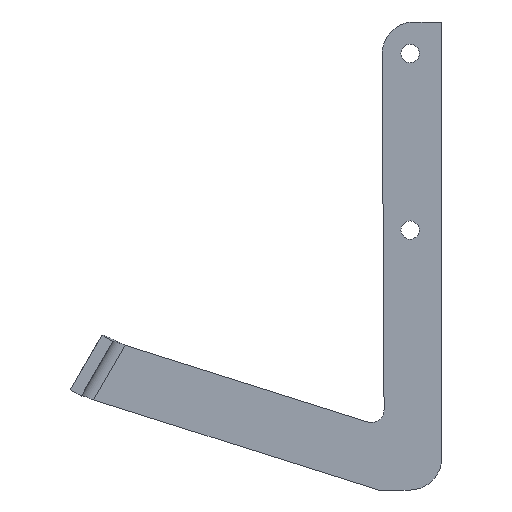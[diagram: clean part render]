
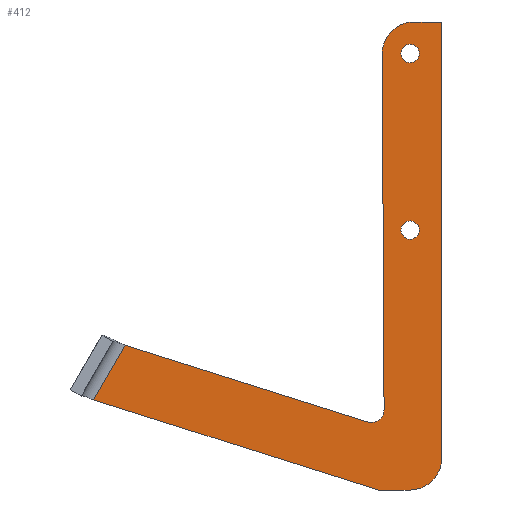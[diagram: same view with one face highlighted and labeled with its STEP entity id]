
A CAD part, front view. The second image highlights one B-rep face of the part: STEP entity #412.
In plain terms, the highlighted planar face has unit normal (0, -1, 0).
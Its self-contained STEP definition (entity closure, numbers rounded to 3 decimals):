
#40=FACE_BOUND('',#87,.T.);
#41=FACE_BOUND('',#88,.T.);
#48=PLANE('',#462);
#63=FACE_OUTER_BOUND('',#86,.T.);
#86=EDGE_LOOP('',(#306,#307,#308,#309,#310,#311,#312,#313,#314,#315));
#87=EDGE_LOOP('',(#316));
#88=EDGE_LOOP('',(#317));
#113=LINE('',#606,#152);
#118=LINE('',#621,#157);
#121=LINE('',#627,#160);
#122=LINE('',#629,#161);
#123=LINE('',#632,#162);
#124=LINE('',#634,#163);
#125=LINE('',#635,#164);
#152=VECTOR('',#499,10.);
#157=VECTOR('',#512,10.);
#160=VECTOR('',#517,10.);
#161=VECTOR('',#518,10.);
#162=VECTOR('',#521,10.);
#163=VECTOR('',#522,10.);
#164=VECTOR('',#523,10.);
#189=CIRCLE('',#455,2.);
#192=CIRCLE('',#460,5.);
#193=CIRCLE('',#463,5.);
#194=CIRCLE('',#464,1.45);
#195=CIRCLE('',#465,1.45);
#201=VERTEX_POINT('',#596);
#202=VERTEX_POINT('',#597);
#205=VERTEX_POINT('',#605);
#209=VERTEX_POINT('',#614);
#210=VERTEX_POINT('',#616);
#211=VERTEX_POINT('',#620);
#213=VERTEX_POINT('',#626);
#214=VERTEX_POINT('',#628);
#215=VERTEX_POINT('',#631);
#216=VERTEX_POINT('',#633);
#217=VERTEX_POINT('',#636);
#218=VERTEX_POINT('',#638);
#235=EDGE_CURVE('',#201,#202,#189,.T.);
#239=EDGE_CURVE('',#202,#205,#113,.T.);
#244=EDGE_CURVE('',#209,#210,#192,.T.);
#246=EDGE_CURVE('',#210,#211,#118,.T.);
#249=EDGE_CURVE('',#213,#209,#121,.T.);
#250=EDGE_CURVE('',#214,#213,#122,.T.);
#251=EDGE_CURVE('',#205,#214,#193,.T.);
#252=EDGE_CURVE('',#215,#201,#123,.T.);
#253=EDGE_CURVE('',#215,#216,#124,.T.);
#254=EDGE_CURVE('',#211,#216,#125,.T.);
#255=EDGE_CURVE('',#217,#217,#194,.T.);
#256=EDGE_CURVE('',#218,#218,#195,.T.);
#306=ORIENTED_EDGE('',*,*,#244,.F.);
#307=ORIENTED_EDGE('',*,*,#249,.F.);
#308=ORIENTED_EDGE('',*,*,#250,.F.);
#309=ORIENTED_EDGE('',*,*,#251,.F.);
#310=ORIENTED_EDGE('',*,*,#239,.F.);
#311=ORIENTED_EDGE('',*,*,#235,.F.);
#312=ORIENTED_EDGE('',*,*,#252,.F.);
#313=ORIENTED_EDGE('',*,*,#253,.T.);
#314=ORIENTED_EDGE('',*,*,#254,.F.);
#315=ORIENTED_EDGE('',*,*,#246,.F.);
#316=ORIENTED_EDGE('',*,*,#255,.T.);
#317=ORIENTED_EDGE('',*,*,#256,.T.);
#412=ADVANCED_FACE('',(#63,#40,#41),#48,.F.);
#455=AXIS2_PLACEMENT_3D('',#598,#491,#492);
#460=AXIS2_PLACEMENT_3D('',#617,#507,#508);
#462=AXIS2_PLACEMENT_3D('',#625,#515,#516);
#463=AXIS2_PLACEMENT_3D('',#630,#519,#520);
#464=AXIS2_PLACEMENT_3D('',#637,#524,#525);
#465=AXIS2_PLACEMENT_3D('',#639,#526,#527);
#491=DIRECTION('center_axis',(0.,-1.,0.));
#492=DIRECTION('ref_axis',(0.593,0.,-0.805));
#499=DIRECTION('',(-0.005,0.,1.));
#507=DIRECTION('center_axis',(0.,1.,0.));
#508=DIRECTION('ref_axis',(0.707,0.,-0.707));
#512=DIRECTION('',(-1.,0.,0.));
#515=DIRECTION('center_axis',(0.,1.,0.));
#516=DIRECTION('ref_axis',(0.,0.,1.));
#517=DIRECTION('',(0.,0.,-1.));
#518=DIRECTION('',(1.,0.,0.));
#519=DIRECTION('center_axis',(0.,1.,0.));
#520=DIRECTION('ref_axis',(-0.709,0.,0.705));
#521=DIRECTION('',(0.954,0.,-0.301));
#522=DIRECTION('',(-0.5,0.,-0.866));
#523=DIRECTION('',(-0.954,0.,0.301));
#524=DIRECTION('center_axis',(0.,1.,0.));
#525=DIRECTION('ref_axis',(-1.,0.,0.));
#526=DIRECTION('center_axis',(0.,1.,0.));
#527=DIRECTION('ref_axis',(-1.,0.,0.));
#596=CARTESIAN_POINT('',(-11.732,0.,-65.442));
#597=CARTESIAN_POINT('',(-9.129,0.,-63.524));
#598=CARTESIAN_POINT('Origin',(-11.129,0.,-63.535));
#605=CARTESIAN_POINT('',(-9.422,0.,-7.026));
#606=CARTESIAN_POINT('',(-9.115,0.,-66.269));
#614=CARTESIAN_POINT('',(0.,0.,-71.229));
#616=CARTESIAN_POINT('',(-5.,0.,-76.229));
#617=CARTESIAN_POINT('Origin',(-5.,0.,-71.229));
#620=CARTESIAN_POINT('',(-10.,0.,-76.229));
#621=CARTESIAN_POINT('',(0.,0.,-76.229));
#625=CARTESIAN_POINT('Origin',(-28.575,0.,-39.115));
#626=CARTESIAN_POINT('',(0.,0.,-2.));
#627=CARTESIAN_POINT('',(0.,0.,-2.));
#628=CARTESIAN_POINT('',(-4.422,0.,-2.));
#629=CARTESIAN_POINT('',(-9.448,0.,-2.));
#630=CARTESIAN_POINT('Origin',(-4.422,0.,-7.));
#631=CARTESIAN_POINT('',(-50.198,0.,-53.285));
#632=CARTESIAN_POINT('',(-52.151,0.,-52.667));
#633=CARTESIAN_POINT('',(-55.198,0.,-61.945));
#634=CARTESIAN_POINT('',(-46.927,0.,-47.62));
#635=CARTESIAN_POINT('',(-10.,0.,-76.229));
#636=CARTESIAN_POINT('',(-3.55,0.,-35.));
#637=CARTESIAN_POINT('Origin',(-5.,0.,-35.));
#638=CARTESIAN_POINT('',(-3.55,0.,-7.));
#639=CARTESIAN_POINT('Origin',(-5.,0.,-7.));
